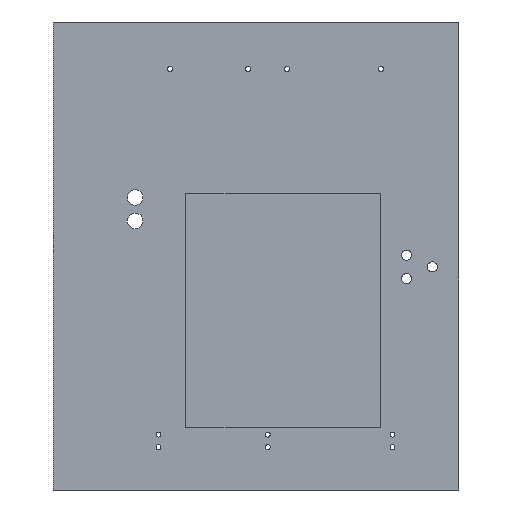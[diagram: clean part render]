
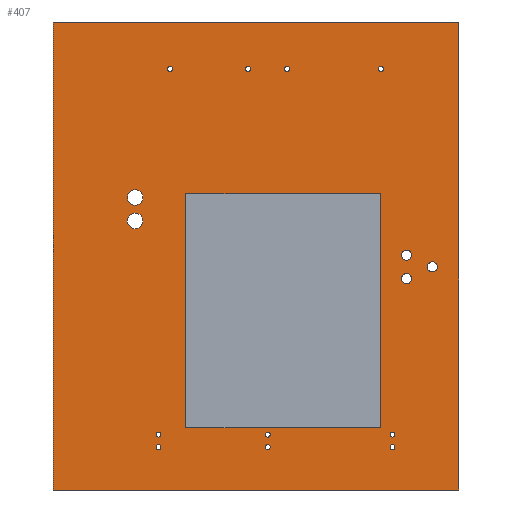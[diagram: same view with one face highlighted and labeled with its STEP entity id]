
A CAD part, left-side view. The second image highlights one B-rep face of the part: STEP entity #407.
In plain terms, the highlighted planar face has unit normal (-1, 0, 0).
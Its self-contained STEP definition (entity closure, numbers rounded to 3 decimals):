
#78 = VERTEX_POINT('',#79);
#79 = CARTESIAN_POINT('',(0.,-501.2,246.));
#87 = EDGE_CURVE('',#78,#88,#90,.T.);
#88 = VERTEX_POINT('',#89);
#89 = CARTESIAN_POINT('',(0.,-501.2,326.));
#90 = LINE('',#91,#92);
#91 = CARTESIAN_POINT('',(0.,-501.2,246.));
#92 = VECTOR('',#93,1.);
#93 = DIRECTION('',(0.,0.,1.));
#407 = ADVANCED_FACE('',(#408,#449,#460,#471,#482,#493,#504,#515,#526,
    #537,#571,#582,#593,#604,#615,#626,#637),#648,.F.);
#408 = FACE_BOUND('',#409,.F.);
#409 = EDGE_LOOP('',(#410,#411,#419,#427,#435,#443));
#410 = ORIENTED_EDGE('',*,*,#87,.F.);
#411 = ORIENTED_EDGE('',*,*,#412,.F.);
#412 = EDGE_CURVE('',#413,#78,#415,.T.);
#413 = VERTEX_POINT('',#414);
#414 = CARTESIAN_POINT('',(0.,-501.2,0.));
#415 = LINE('',#416,#417);
#416 = CARTESIAN_POINT('',(0.,-501.2,0.));
#417 = VECTOR('',#418,1.);
#418 = DIRECTION('',(0.,0.,1.));
#419 = ORIENTED_EDGE('',*,*,#420,.T.);
#420 = EDGE_CURVE('',#413,#421,#423,.T.);
#421 = VERTEX_POINT('',#422);
#422 = CARTESIAN_POINT('',(0.,18.8,0.));
#423 = LINE('',#424,#425);
#424 = CARTESIAN_POINT('',(0.,-501.2,0.));
#425 = VECTOR('',#426,1.);
#426 = DIRECTION('',(0.,1.,0.));
#427 = ORIENTED_EDGE('',*,*,#428,.T.);
#428 = EDGE_CURVE('',#421,#429,#431,.T.);
#429 = VERTEX_POINT('',#430);
#430 = CARTESIAN_POINT('',(0.,18.8,600.));
#431 = LINE('',#432,#433);
#432 = CARTESIAN_POINT('',(0.,18.8,0.));
#433 = VECTOR('',#434,1.);
#434 = DIRECTION('',(0.,0.,1.));
#435 = ORIENTED_EDGE('',*,*,#436,.F.);
#436 = EDGE_CURVE('',#437,#429,#439,.T.);
#437 = VERTEX_POINT('',#438);
#438 = CARTESIAN_POINT('',(0.,-501.2,600.));
#439 = LINE('',#440,#441);
#440 = CARTESIAN_POINT('',(0.,-501.2,600.));
#441 = VECTOR('',#442,1.);
#442 = DIRECTION('',(0.,1.,0.));
#443 = ORIENTED_EDGE('',*,*,#444,.F.);
#444 = EDGE_CURVE('',#88,#437,#445,.T.);
#445 = LINE('',#446,#447);
#446 = CARTESIAN_POINT('',(0.,-501.2,0.));
#447 = VECTOR('',#448,1.);
#448 = DIRECTION('',(0.,0.,1.));
#449 = FACE_BOUND('',#450,.F.);
#450 = EDGE_LOOP('',(#451));
#451 = ORIENTED_EDGE('',*,*,#452,.T.);
#452 = EDGE_CURVE('',#453,#453,#455,.T.);
#453 = VERTEX_POINT('',#454);
#454 = CARTESIAN_POINT('',(0.,-116.2,51.8));
#455 = CIRCLE('',#456,3.2);
#456 = AXIS2_PLACEMENT_3D('',#457,#458,#459);
#457 = CARTESIAN_POINT('',(0.,-116.2,55.));
#458 = DIRECTION('',(-1.,0.,0.));
#459 = DIRECTION('',(0.,0.,-1.));
#460 = FACE_BOUND('',#461,.F.);
#461 = EDGE_LOOP('',(#462));
#462 = ORIENTED_EDGE('',*,*,#463,.T.);
#463 = EDGE_CURVE('',#464,#464,#466,.T.);
#464 = VERTEX_POINT('',#465);
#465 = CARTESIAN_POINT('',(0.,-116.2,67.8));
#466 = CIRCLE('',#467,3.2);
#467 = AXIS2_PLACEMENT_3D('',#468,#469,#470);
#468 = CARTESIAN_POINT('',(0.,-116.2,71.));
#469 = DIRECTION('',(-1.,0.,0.));
#470 = DIRECTION('',(0.,0.,-1.));
#471 = FACE_BOUND('',#472,.F.);
#472 = EDGE_LOOP('',(#473));
#473 = ORIENTED_EDGE('',*,*,#474,.T.);
#474 = EDGE_CURVE('',#475,#475,#477,.T.);
#475 = VERTEX_POINT('',#476);
#476 = CARTESIAN_POINT('',(0.,-256.2,51.8));
#477 = CIRCLE('',#478,3.2);
#478 = AXIS2_PLACEMENT_3D('',#479,#480,#481);
#479 = CARTESIAN_POINT('',(0.,-256.2,55.));
#480 = DIRECTION('',(-1.,0.,0.));
#481 = DIRECTION('',(0.,0.,-1.));
#482 = FACE_BOUND('',#483,.F.);
#483 = EDGE_LOOP('',(#484));
#484 = ORIENTED_EDGE('',*,*,#485,.T.);
#485 = EDGE_CURVE('',#486,#486,#488,.T.);
#486 = VERTEX_POINT('',#487);
#487 = CARTESIAN_POINT('',(0.,-256.2,67.8));
#488 = CIRCLE('',#489,3.2);
#489 = AXIS2_PLACEMENT_3D('',#490,#491,#492);
#490 = CARTESIAN_POINT('',(0.,-256.2,71.));
#491 = DIRECTION('',(-1.,0.,0.));
#492 = DIRECTION('',(0.,0.,-1.));
#493 = FACE_BOUND('',#494,.F.);
#494 = EDGE_LOOP('',(#495));
#495 = ORIENTED_EDGE('',*,*,#496,.F.);
#496 = EDGE_CURVE('',#497,#497,#499,.T.);
#497 = VERTEX_POINT('',#498);
#498 = CARTESIAN_POINT('',(0.,-86.2,355.));
#499 = CIRCLE('',#500,10.);
#500 = AXIS2_PLACEMENT_3D('',#501,#502,#503);
#501 = CARTESIAN_POINT('',(0.,-86.2,345.));
#502 = DIRECTION('',(1.,0.,0.));
#503 = DIRECTION('',(0.,0.,1.));
#504 = FACE_BOUND('',#505,.F.);
#505 = EDGE_LOOP('',(#506));
#506 = ORIENTED_EDGE('',*,*,#507,.F.);
#507 = EDGE_CURVE('',#508,#508,#510,.T.);
#508 = VERTEX_POINT('',#509);
#509 = CARTESIAN_POINT('',(0.,-86.2,385.));
#510 = CIRCLE('',#511,10.);
#511 = AXIS2_PLACEMENT_3D('',#512,#513,#514);
#512 = CARTESIAN_POINT('',(0.,-86.2,375.));
#513 = DIRECTION('',(1.,0.,0.));
#514 = DIRECTION('',(0.,0.,1.));
#515 = FACE_BOUND('',#516,.F.);
#516 = EDGE_LOOP('',(#517));
#517 = ORIENTED_EDGE('',*,*,#518,.F.);
#518 = EDGE_CURVE('',#519,#519,#521,.T.);
#519 = VERTEX_POINT('',#520);
#520 = CARTESIAN_POINT('',(0.,-131.2,543.35));
#521 = CIRCLE('',#522,3.35);
#522 = AXIS2_PLACEMENT_3D('',#523,#524,#525);
#523 = CARTESIAN_POINT('',(0.,-131.2,540.));
#524 = DIRECTION('',(1.,0.,0.));
#525 = DIRECTION('',(0.,0.,1.));
#526 = FACE_BOUND('',#527,.F.);
#527 = EDGE_LOOP('',(#528));
#528 = ORIENTED_EDGE('',*,*,#529,.F.);
#529 = EDGE_CURVE('',#530,#530,#532,.T.);
#530 = VERTEX_POINT('',#531);
#531 = CARTESIAN_POINT('',(0.,-231.2,543.35));
#532 = CIRCLE('',#533,3.35);
#533 = AXIS2_PLACEMENT_3D('',#534,#535,#536);
#534 = CARTESIAN_POINT('',(0.,-231.2,540.));
#535 = DIRECTION('',(1.,0.,0.));
#536 = DIRECTION('',(0.,0.,1.));
#537 = FACE_BOUND('',#538,.F.);
#538 = EDGE_LOOP('',(#539,#549,#557,#565));
#539 = ORIENTED_EDGE('',*,*,#540,.T.);
#540 = EDGE_CURVE('',#541,#543,#545,.T.);
#541 = VERTEX_POINT('',#542);
#542 = CARTESIAN_POINT('',(0.,-401.2,380.));
#543 = VERTEX_POINT('',#544);
#544 = CARTESIAN_POINT('',(0.,-151.2,380.));
#545 = LINE('',#546,#547);
#546 = CARTESIAN_POINT('',(0.,-401.2,380.));
#547 = VECTOR('',#548,1.);
#548 = DIRECTION('',(0.,1.,0.));
#549 = ORIENTED_EDGE('',*,*,#550,.F.);
#550 = EDGE_CURVE('',#551,#543,#553,.T.);
#551 = VERTEX_POINT('',#552);
#552 = CARTESIAN_POINT('',(0.,-151.2,80.));
#553 = LINE('',#554,#555);
#554 = CARTESIAN_POINT('',(0.,-151.2,80.));
#555 = VECTOR('',#556,1.);
#556 = DIRECTION('',(0.,0.,1.));
#557 = ORIENTED_EDGE('',*,*,#558,.F.);
#558 = EDGE_CURVE('',#559,#551,#561,.T.);
#559 = VERTEX_POINT('',#560);
#560 = CARTESIAN_POINT('',(0.,-401.2,80.));
#561 = LINE('',#562,#563);
#562 = CARTESIAN_POINT('',(0.,-401.2,80.));
#563 = VECTOR('',#564,1.);
#564 = DIRECTION('',(0.,1.,0.));
#565 = ORIENTED_EDGE('',*,*,#566,.T.);
#566 = EDGE_CURVE('',#559,#541,#567,.T.);
#567 = LINE('',#568,#569);
#568 = CARTESIAN_POINT('',(0.,-401.2,80.));
#569 = VECTOR('',#570,1.);
#570 = DIRECTION('',(0.,0.,1.));
#571 = FACE_BOUND('',#572,.F.);
#572 = EDGE_LOOP('',(#573));
#573 = ORIENTED_EDGE('',*,*,#574,.T.);
#574 = EDGE_CURVE('',#575,#575,#577,.T.);
#575 = VERTEX_POINT('',#576);
#576 = CARTESIAN_POINT('',(0.,-416.2,51.8));
#577 = CIRCLE('',#578,3.2);
#578 = AXIS2_PLACEMENT_3D('',#579,#580,#581);
#579 = CARTESIAN_POINT('',(0.,-416.2,55.));
#580 = DIRECTION('',(-1.,0.,0.));
#581 = DIRECTION('',(0.,0.,-1.));
#582 = FACE_BOUND('',#583,.F.);
#583 = EDGE_LOOP('',(#584));
#584 = ORIENTED_EDGE('',*,*,#585,.T.);
#585 = EDGE_CURVE('',#586,#586,#588,.T.);
#586 = VERTEX_POINT('',#587);
#587 = CARTESIAN_POINT('',(0.,-416.2,67.8));
#588 = CIRCLE('',#589,3.2);
#589 = AXIS2_PLACEMENT_3D('',#590,#591,#592);
#590 = CARTESIAN_POINT('',(0.,-416.2,71.));
#591 = DIRECTION('',(-1.,0.,0.));
#592 = DIRECTION('',(0.,0.,-1.));
#593 = FACE_BOUND('',#594,.F.);
#594 = EDGE_LOOP('',(#595));
#595 = ORIENTED_EDGE('',*,*,#596,.T.);
#596 = EDGE_CURVE('',#597,#597,#599,.T.);
#597 = VERTEX_POINT('',#598);
#598 = CARTESIAN_POINT('',(0.,-434.2,264.5));
#599 = CIRCLE('',#600,6.5);
#600 = AXIS2_PLACEMENT_3D('',#601,#602,#603);
#601 = CARTESIAN_POINT('',(0.,-434.2,271.));
#602 = DIRECTION('',(-1.,-0.,-0.));
#603 = DIRECTION('',(0.,0.,-1.));
#604 = FACE_BOUND('',#605,.F.);
#605 = EDGE_LOOP('',(#606));
#606 = ORIENTED_EDGE('',*,*,#607,.T.);
#607 = EDGE_CURVE('',#608,#608,#610,.T.);
#608 = VERTEX_POINT('',#609);
#609 = CARTESIAN_POINT('',(0.,-467.2,279.5));
#610 = CIRCLE('',#611,6.5);
#611 = AXIS2_PLACEMENT_3D('',#612,#613,#614);
#612 = CARTESIAN_POINT('',(0.,-467.2,286.));
#613 = DIRECTION('',(-1.,-0.,-0.));
#614 = DIRECTION('',(0.,0.,-1.));
#615 = FACE_BOUND('',#616,.F.);
#616 = EDGE_LOOP('',(#617));
#617 = ORIENTED_EDGE('',*,*,#618,.F.);
#618 = EDGE_CURVE('',#619,#619,#621,.T.);
#619 = VERTEX_POINT('',#620);
#620 = CARTESIAN_POINT('',(0.,-281.2,543.35));
#621 = CIRCLE('',#622,3.35);
#622 = AXIS2_PLACEMENT_3D('',#623,#624,#625);
#623 = CARTESIAN_POINT('',(0.,-281.2,540.));
#624 = DIRECTION('',(1.,0.,0.));
#625 = DIRECTION('',(0.,0.,1.));
#626 = FACE_BOUND('',#627,.F.);
#627 = EDGE_LOOP('',(#628));
#628 = ORIENTED_EDGE('',*,*,#629,.T.);
#629 = EDGE_CURVE('',#630,#630,#632,.T.);
#630 = VERTEX_POINT('',#631);
#631 = CARTESIAN_POINT('',(0.,-434.2,294.5));
#632 = CIRCLE('',#633,6.5);
#633 = AXIS2_PLACEMENT_3D('',#634,#635,#636);
#634 = CARTESIAN_POINT('',(0.,-434.2,301.));
#635 = DIRECTION('',(-1.,-0.,-0.));
#636 = DIRECTION('',(0.,0.,-1.));
#637 = FACE_BOUND('',#638,.F.);
#638 = EDGE_LOOP('',(#639));
#639 = ORIENTED_EDGE('',*,*,#640,.F.);
#640 = EDGE_CURVE('',#641,#641,#643,.T.);
#641 = VERTEX_POINT('',#642);
#642 = CARTESIAN_POINT('',(0.,-401.2,543.35));
#643 = CIRCLE('',#644,3.35);
#644 = AXIS2_PLACEMENT_3D('',#645,#646,#647);
#645 = CARTESIAN_POINT('',(0.,-401.2,540.));
#646 = DIRECTION('',(1.,0.,0.));
#647 = DIRECTION('',(0.,0.,1.));
#648 = PLANE('',#649);
#649 = AXIS2_PLACEMENT_3D('',#650,#651,#652);
#650 = CARTESIAN_POINT('',(0.,-501.2,0.));
#651 = DIRECTION('',(1.,0.,0.));
#652 = DIRECTION('',(0.,0.,1.));
